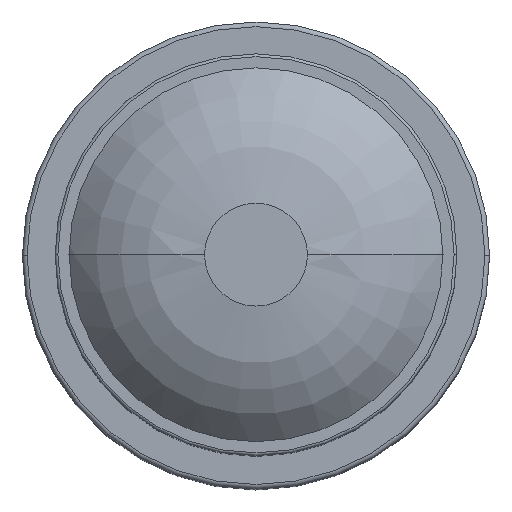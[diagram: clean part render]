
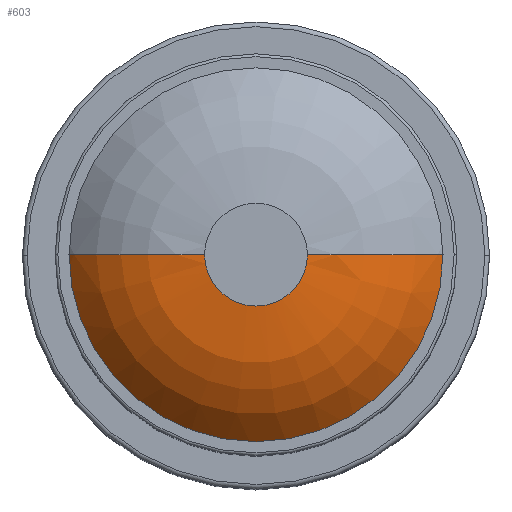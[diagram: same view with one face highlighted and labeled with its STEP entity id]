
A CAD part, top view. The second image highlights one B-rep face of the part: STEP entity #603.
In plain terms, the highlighted toroidal (fillet/blend) face has major radius 0.55 mm and minor radius 2 mm.
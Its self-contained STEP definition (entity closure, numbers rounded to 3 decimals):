
#1 = DIRECTION ( 'NONE',  ( -1., 0., 0. ) ) ;
#28 = DIRECTION ( 'NONE',  ( 0., 0., 1. ) ) ;
#67 = DIRECTION ( 'NONE',  ( 0., -1., 0. ) ) ;
#82 = CARTESIAN_POINT ( 'NONE',  ( 0., 0., 0.8 ) ) ;
#103 = CARTESIAN_POINT ( 'NONE',  ( 0., 0., -1.2 ) ) ;
#113 = EDGE_CURVE ( 'NONE', #740, #366, #262, .T. ) ;
#122 = CARTESIAN_POINT ( 'NONE',  ( -0.55, 0., -1.2 ) ) ;
#127 = DIRECTION ( 'NONE',  ( -1., 0., 0. ) ) ;
#128 = CIRCLE ( 'NONE', #612, 2.15 ) ;
#130 = EDGE_CURVE ( 'NONE', #700, #669, #728, .T. ) ;
#137 = CARTESIAN_POINT ( 'NONE',  ( -0.55, 0., 0.8 ) ) ;
#161 = AXIS2_PLACEMENT_3D ( 'NONE', #122, #67, #437 ) ;
#174 = CARTESIAN_POINT ( 'NONE',  ( 0., 0., 0. ) ) ;
#178 = DIRECTION ( 'NONE',  ( 0., 0., -1. ) ) ;
#184 = CARTESIAN_POINT ( 'NONE',  ( 0.55, 0., -1.2 ) ) ;
#262 = CIRCLE ( 'NONE', #622, 2. ) ;
#267 = ORIENTED_EDGE ( 'NONE', *, *, #130, .T. ) ;
#290 = DIRECTION ( 'NONE',  ( 1., 0., 0. ) ) ;
#292 = TOROIDAL_SURFACE ( 'NONE', #304, 0.55, 2. ) ;
#300 = EDGE_CURVE ( 'NONE', #669, #366, #128, .T. ) ;
#301 = FACE_OUTER_BOUND ( 'NONE', #585, .T. ) ;
#304 = AXIS2_PLACEMENT_3D ( 'NONE', #103, #178, #1 ) ;
#328 = DIRECTION ( 'NONE',  ( 1., 0., 0. ) ) ;
#334 = CIRCLE ( 'NONE', #451, 0.55 ) ;
#348 = ORIENTED_EDGE ( 'NONE', *, *, #718, .F. ) ;
#366 = VERTEX_POINT ( 'NONE', #658 ) ;
#437 = DIRECTION ( 'NONE',  ( 0., 0., -1. ) ) ;
#451 = AXIS2_PLACEMENT_3D ( 'NONE', #82, #28, #328 ) ;
#508 = CARTESIAN_POINT ( 'NONE',  ( -2.15, 0., 0. ) ) ;
#555 = ORIENTED_EDGE ( 'NONE', *, *, #113, .F. ) ;
#585 = EDGE_LOOP ( 'NONE', ( #555, #348, #267, #743 ) ) ;
#603 = ADVANCED_FACE ( 'NONE', ( #301 ), #292, .T. ) ;
#612 = AXIS2_PLACEMENT_3D ( 'NONE', #174, #726, #290 ) ;
#622 = AXIS2_PLACEMENT_3D ( 'NONE', #184, #678, #127 ) ;
#658 = CARTESIAN_POINT ( 'NONE',  ( 2.15, 0., 0. ) ) ;
#669 = VERTEX_POINT ( 'NONE', #508 ) ;
#678 = DIRECTION ( 'NONE',  ( 0., 1., 0. ) ) ;
#700 = VERTEX_POINT ( 'NONE', #137 ) ;
#703 = CARTESIAN_POINT ( 'NONE',  ( 0.55, 0., 0.8 ) ) ;
#718 = EDGE_CURVE ( 'NONE', #700, #740, #334, .T. ) ;
#726 = DIRECTION ( 'NONE',  ( 0., 0., 1. ) ) ;
#728 = CIRCLE ( 'NONE', #161, 2. ) ;
#740 = VERTEX_POINT ( 'NONE', #703 ) ;
#743 = ORIENTED_EDGE ( 'NONE', *, *, #300, .T. ) ;
